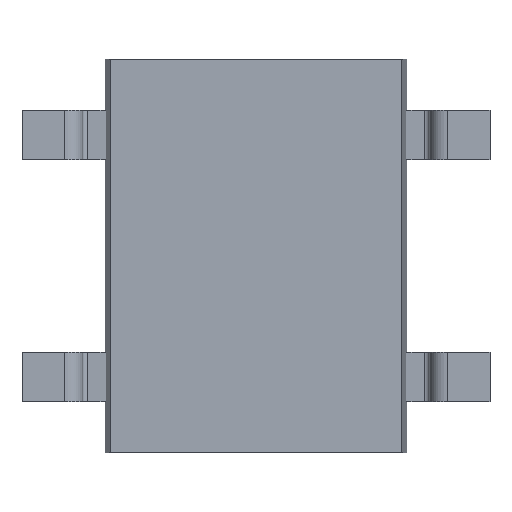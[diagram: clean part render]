
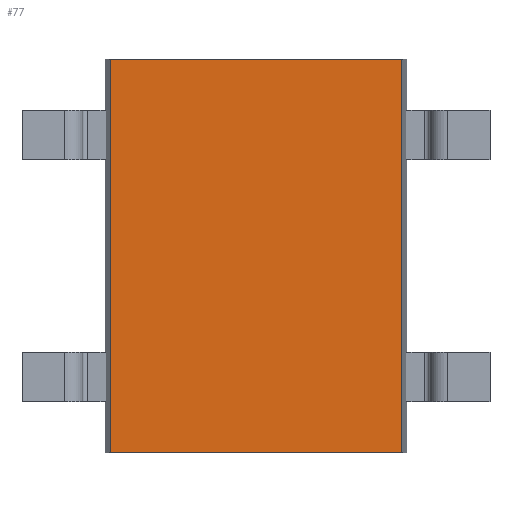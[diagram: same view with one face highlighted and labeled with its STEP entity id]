
A CAD part, front view. The second image highlights one B-rep face of the part: STEP entity #77.
In plain terms, the highlighted planar face has unit normal (0, -1, 0).
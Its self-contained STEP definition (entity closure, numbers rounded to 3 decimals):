
#4 = EDGE_CURVE ( 'NONE', #905, #652, #288, .T. ) ;
#77 = ADVANCED_FACE ( 'NONE', ( #2289 ), #1228, .T. ) ;
#242 = ORIENTED_EDGE ( 'NONE', *, *, #2720, .F. ) ;
#288 = LINE ( 'NONE', #439, #1080 ) ;
#296 = CARTESIAN_POINT ( 'NONE',  ( -3.061, 0.33, 0. ) ) ;
#347 = ORIENTED_EDGE ( 'NONE', *, *, #872, .T. ) ;
#360 = CARTESIAN_POINT ( 'NONE',  ( -3.175, 0.33, 4.14 ) ) ;
#429 = VERTEX_POINT ( 'NONE', #1146 ) ;
#439 = CARTESIAN_POINT ( 'NONE',  ( -3.175, 0.33, -4.14 ) ) ;
#608 = ORIENTED_EDGE ( 'NONE', *, *, #647, .T. ) ;
#647 = EDGE_CURVE ( 'NONE', #811, #652, #2042, .T. ) ;
#652 = VERTEX_POINT ( 'NONE', #2229 ) ;
#724 = LINE ( 'NONE', #2420, #2696 ) ;
#729 = CARTESIAN_POINT ( 'NONE',  ( -3.061, 0.33, 4.14 ) ) ;
#811 = VERTEX_POINT ( 'NONE', #729 ) ;
#872 = EDGE_CURVE ( 'NONE', #905, #429, #724, .T. ) ;
#905 = VERTEX_POINT ( 'NONE', #2945 ) ;
#919 = DIRECTION ( 'NONE',  ( -1., 0., 0. ) ) ;
#958 = CARTESIAN_POINT ( 'NONE',  ( 0., 0.33, 0. ) ) ;
#1044 = DIRECTION ( 'NONE',  ( 1., 0., 0. ) ) ;
#1080 = VECTOR ( 'NONE', #919, 1000. ) ;
#1104 = AXIS2_PLACEMENT_3D ( 'NONE', #958, #2892, #2652 ) ;
#1146 = CARTESIAN_POINT ( 'NONE',  ( 3.061, 0.33, 4.14 ) ) ;
#1220 = DIRECTION ( 'NONE',  ( 0., 0., 1. ) ) ;
#1228 = PLANE ( 'NONE',  #1104 ) ;
#1338 = VECTOR ( 'NONE', #1756, 1000. ) ;
#1398 = LINE ( 'NONE', #360, #1689 ) ;
#1689 = VECTOR ( 'NONE', #1044, 1000. ) ;
#1756 = DIRECTION ( 'NONE',  ( 0., 0., -1. ) ) ;
#2042 = LINE ( 'NONE', #296, #1338 ) ;
#2229 = CARTESIAN_POINT ( 'NONE',  ( -3.061, 0.33, -4.14 ) ) ;
#2274 = ORIENTED_EDGE ( 'NONE', *, *, #4, .F. ) ;
#2289 = FACE_OUTER_BOUND ( 'NONE', #2872, .T. ) ;
#2420 = CARTESIAN_POINT ( 'NONE',  ( 3.061, 0.33, 0. ) ) ;
#2652 = DIRECTION ( 'NONE',  ( 0., 0., -1. ) ) ;
#2696 = VECTOR ( 'NONE', #1220, 1000. ) ;
#2720 = EDGE_CURVE ( 'NONE', #811, #429, #1398, .T. ) ;
#2872 = EDGE_LOOP ( 'NONE', ( #242, #608, #2274, #347 ) ) ;
#2892 = DIRECTION ( 'NONE',  ( 0., -1., 0. ) ) ;
#2945 = CARTESIAN_POINT ( 'NONE',  ( 3.061, 0.33, -4.14 ) ) ;
